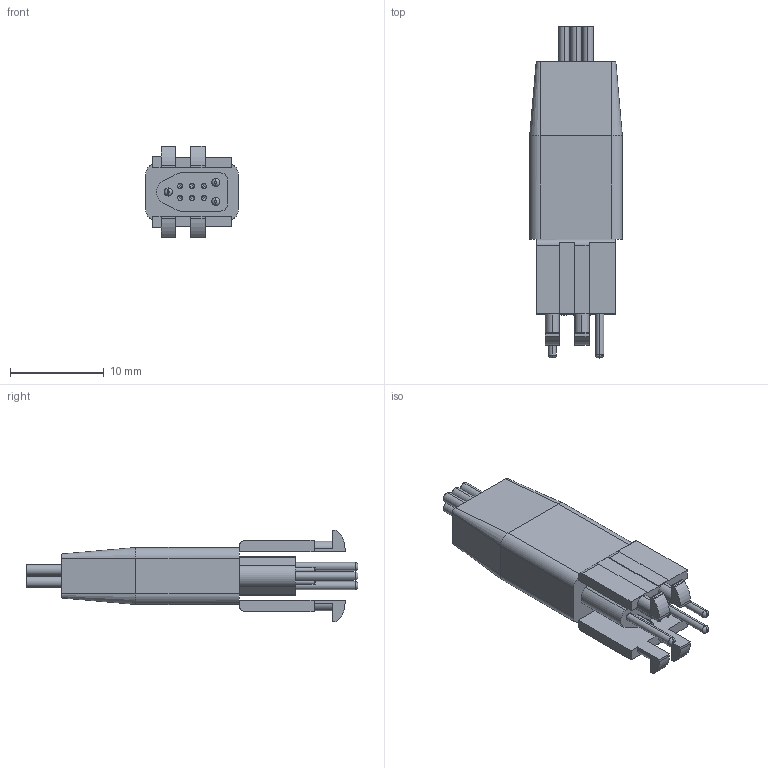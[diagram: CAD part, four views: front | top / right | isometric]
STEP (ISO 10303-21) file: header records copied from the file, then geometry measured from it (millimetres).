
FILE_DESCRIPTION(('FreeCAD Model'),'2;1');
FILE_NAME('Open CASCADE Shape Model','2025-08-04T19:44:00',(''),(''), 'Open CASCADE STEP processor 7.8','FreeCAD','Unknown');
FILE_SCHEMA(('AUTOMOTIVE_DESIGN { 1 0 10303 214 1 1 1 1 }'));
Length unit declared in the file: millimetre
Products named in the file (17): Exploded Slice; Slice.0; Slice.1; Slice.2; Slice.3; Slice.4; Slice.5; Slice.6; Slice.7; Slice.8; Slice.10; Slice.12; Slice.14; Slice.16; Slice.18; Slice.20; Slice.21
Assembly tree (16 placements, depth 2):
  Exploded Slice
    Slice.0
    Slice.1
    Slice.2
    Slice.3
    Slice.4
    Slice.5
    Slice.6
    Slice.7
    Slice.8
    Slice.10
    Slice.12
    Slice.14
    Slice.16
    Slice.18
    Slice.20
    Slice.21
Bounding box: 9.91 x 35.5 x 9.79 mm (x, y, z)
Volume: 1440.1 mm3; surface area: 1397.3 mm2
Topology: 16 solids, 16 shells, 251 faces, 624 edges, 406 vertices
Faces by surface type: plane 168, cylinder 73, revolution 6, cone 4
Entity records: 7923 total; most frequent: CARTESIAN_POINT 1478, DIRECTION 1320, ORIENTED_EDGE 1236, EDGE_CURVE 618, AXIS2_PLACEMENT_3D 482, VERTEX_POINT 406, LINE 350, VECTOR 350
